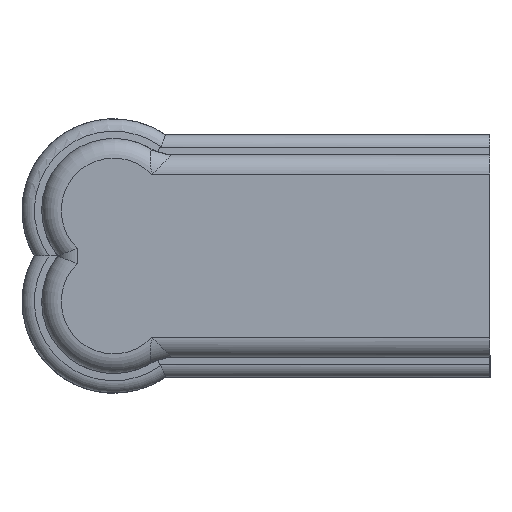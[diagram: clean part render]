
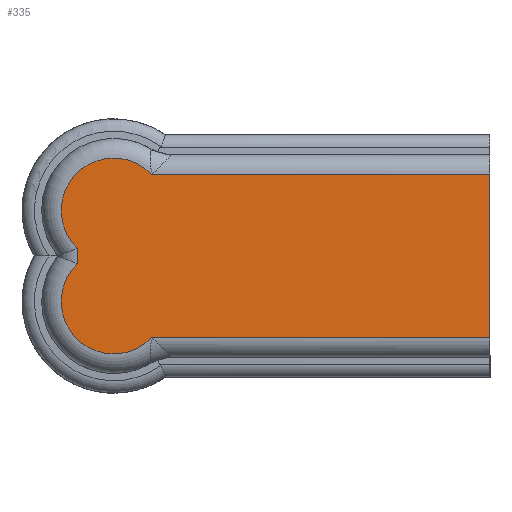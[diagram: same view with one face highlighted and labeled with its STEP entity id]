
A CAD part, left-side view. The second image highlights one B-rep face of the part: STEP entity #335.
In plain terms, the highlighted planar face has unit normal (-1, 0, 0).
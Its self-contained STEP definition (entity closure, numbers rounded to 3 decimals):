
#335 = ADVANCED_FACE( '', ( #1336 ), #1337, .T. );
#1336 = FACE_OUTER_BOUND( '', #3655, .T. );
#1337 = PLANE( '', #3656 );
#3655 = EDGE_LOOP( '', ( #7044, #7045, #7046, #7047, #7048, #7049 ) );
#3656 = AXIS2_PLACEMENT_3D( '', #7050, #7051, #7052 );
#7044 = ORIENTED_EDGE( '', *, *, #12188, .T. );
#7045 = ORIENTED_EDGE( '', *, *, #12192, .T. );
#7046 = ORIENTED_EDGE( '', *, *, #11224, .T. );
#7047 = ORIENTED_EDGE( '', *, *, #12195, .T. );
#7048 = ORIENTED_EDGE( '', *, *, #12196, .T. );
#7049 = ORIENTED_EDGE( '', *, *, #12190, .T. );
#7050 = CARTESIAN_POINT( '', ( -65.5, 0., -7.75 ) );
#7051 = DIRECTION( '', ( -1., 0., 0. ) );
#7052 = DIRECTION( '', ( 0., 0., -1. ) );
#11224 = EDGE_CURVE( '', #13491, #13489, #13492, .T. );
#12188 = EDGE_CURVE( '', #15214, #14425, #15215, .T. );
#12190 = EDGE_CURVE( '', #15217, #15214, #15218, .F. );
#12192 = EDGE_CURVE( '', #14425, #13491, #15220, .F. );
#12195 = EDGE_CURVE( '', #13489, #14053, #15223, .T. );
#12196 = EDGE_CURVE( '', #14053, #15217, #15224, .T. );
#13489 = VERTEX_POINT( '', #17579 );
#13491 = VERTEX_POINT( '', #17581 );
#13492 = LINE( '', #17582, #17583 );
#14053 = VERTEX_POINT( '', #18594 );
#14425 = VERTEX_POINT( '', #19727 );
#15214 = VERTEX_POINT( '', #21900 );
#15215 = CIRCLE( '', #21901, 4. );
#15217 = VERTEX_POINT( '', #21914 );
#15218 = LINE( '', #21915, #21916 );
#15220 = LINE( '', #21929, #21930 );
#15223 = LINE( '', #21935, #21936 );
#15224 = CIRCLE( '', #21937, 4. );
#17579 = CARTESIAN_POINT( '', ( -65.5, 0., 6.25 ) );
#17581 = CARTESIAN_POINT( '', ( -65.5, 0., -6.25 ) );
#17582 = CARTESIAN_POINT( '', ( -65.5, 0., -7.75 ) );
#17583 = VECTOR( '', #25708, 1000. );
#18594 = CARTESIAN_POINT( '', ( -65.5, 25.844, 6.25 ) );
#19727 = CARTESIAN_POINT( '', ( -65.5, 25.844, -6.25 ) );
#21900 = CARTESIAN_POINT( '', ( -65.5, 31.5, -0.594 ) );
#21901 = AXIS2_PLACEMENT_3D( '', #26856, #26857, #26858 );
#21914 = CARTESIAN_POINT( '', ( -65.5, 31.5, 0.594 ) );
#21915 = CARTESIAN_POINT( '', ( -65.5, 31.5, -0.014 ) );
#21916 = VECTOR( '', #26859, 1000. );
#21929 = CARTESIAN_POINT( '', ( -65.5, 0., -6.25 ) );
#21930 = VECTOR( '', #26860, 1000. );
#21935 = CARTESIAN_POINT( '', ( -65.5, 0., 6.25 ) );
#21936 = VECTOR( '', #26863, 1000. );
#21937 = AXIS2_PLACEMENT_3D( '', #26864, #26865, #26866 );
#25708 = DIRECTION( '', ( 0., 0., 1. ) );
#26856 = CARTESIAN_POINT( '', ( -65.5, 28.727, -3.477 ) );
#26857 = DIRECTION( '', ( -1., 0., 0. ) );
#26858 = DIRECTION( '', ( 0., 0., 1. ) );
#26859 = DIRECTION( '', ( 0., 0., 1. ) );
#26860 = DIRECTION( '', ( 0., 1., 0. ) );
#26863 = DIRECTION( '', ( 0., 1., 0. ) );
#26864 = CARTESIAN_POINT( '', ( -65.5, 28.727, 3.477 ) );
#26865 = DIRECTION( '', ( -1., 0., 0. ) );
#26866 = DIRECTION( '', ( 0., 0., 1. ) );
